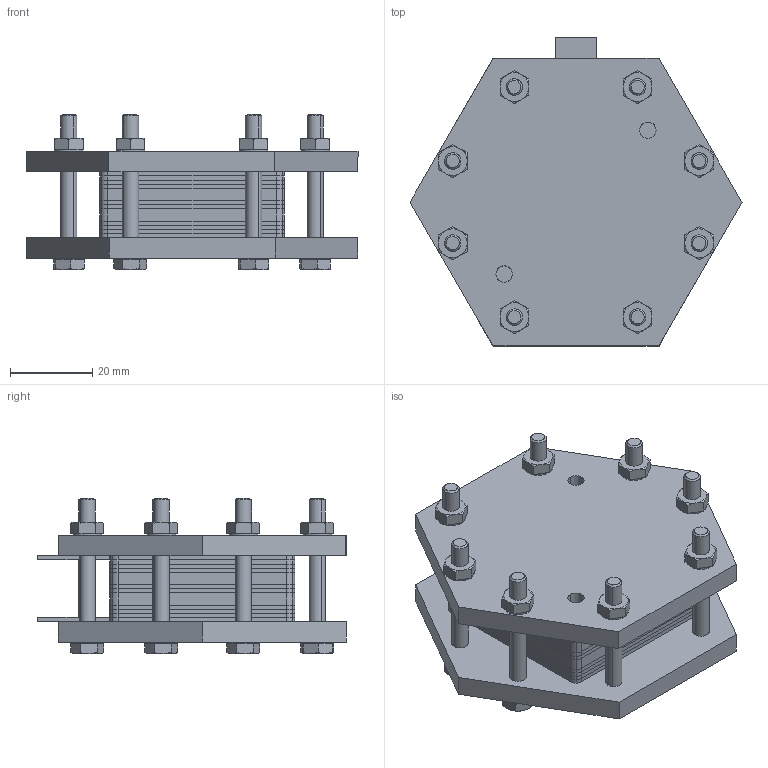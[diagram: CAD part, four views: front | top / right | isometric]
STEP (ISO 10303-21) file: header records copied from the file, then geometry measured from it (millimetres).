
FILE_DESCRIPTION (( 'STEP AP214' ), '1' );
FILE_NAME ('Lab1a.STEP', '2023-09-18T09:00:16', ( '' ), ( '' ), 'SwSTEP 2.0', 'SolidWorks 2021', '' );
FILE_SCHEMA (( 'AUTOMOTIVE_DESIGN' ));
Length unit declared in the file: millimetre
Products named in the file (13): graphit shift 20; silicon 20; Lab1a; plate; hex nut style 1 gradeab_iso_ISO - 4032 - M4 - W - N; silicon chia dong ngang; graphit shift 30; silicon 20 copper; graphit felt; silicon 25; hex bolt gradeab_iso_ISO 4014 - M4 x 35 x 14-N; copper; mika chia dong doc
Assembly tree (38 placements, depth 2):
  Lab1a
    plate  x2
    silicon 20 copper  x2
    copper  x2
    silicon 20  x2
    graphit shift 20  x2
    graphit shift 30  x2
    silicon 25  x4
    silicon chia dong ngang  x2
    mika chia dong doc  x2
    graphit felt  x2
    hex bolt gradeab_iso_ISO 4014 - M4 x 35 x 14-N  x8
    hex nut style 1 gradeab_iso_ISO - 4032 - M4 - W - N  x8
Bounding box: 80.83 x 75.01 x 37.8 mm (x, y, z)
Volume: 76933.1 mm3; surface area: 77192.2 mm2
Topology: 38 solids, 38 shells, 962 faces, 2330 edges, 1452 vertices
Faces by surface type: plane 540, cylinder 262, cone 144, torus 16
Entity records: 9513 total; most frequent: CARTESIAN_POINT 1636, DIRECTION 1561, ORIENTED_EDGE 1466, EDGE_CURVE 733, AXIS2_PLACEMENT_3D 529, VECTOR 503, LINE 503, VERTEX_POINT 476
